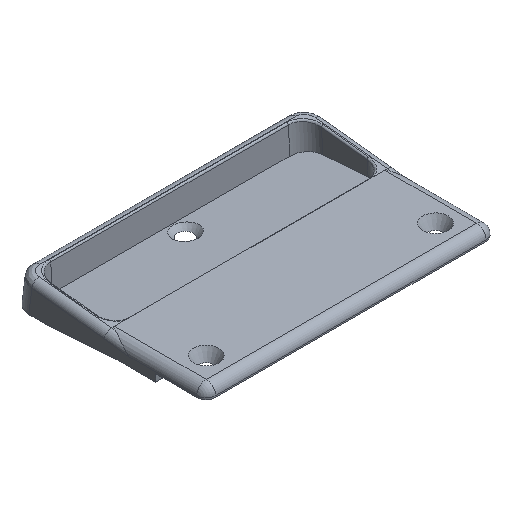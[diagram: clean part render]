
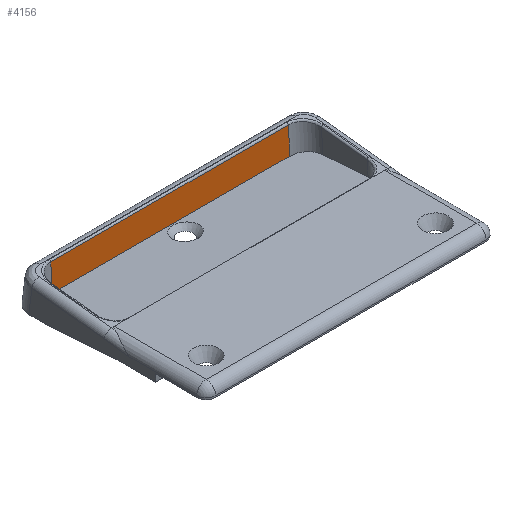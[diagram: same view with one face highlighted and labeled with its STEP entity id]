
A CAD part, isometric view. The second image highlights one B-rep face of the part: STEP entity #4156.
In plain terms, the highlighted planar face has unit normal (0, -0.998, 0.07).
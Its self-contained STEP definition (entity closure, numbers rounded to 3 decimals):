
#715 = CYLINDRICAL_SURFACE('',#716,0.5);
#716 = AXIS2_PLACEMENT_3D('',#717,#718,#719);
#717 = CARTESIAN_POINT('',(77.95,54.182,2.164));
#718 = DIRECTION('',(-1.,0.,0.));
#719 = DIRECTION('',(0.,-0.11,0.994));
#2216 = VERTEX_POINT('',#2217);
#2217 = CARTESIAN_POINT('',(7.68,53.683,2.199));
#2270 = CYLINDRICAL_SURFACE('',#2271,4.88);
#2271 = AXIS2_PLACEMENT_3D('',#2272,#2273,#2274);
#2272 = CARTESIAN_POINT('',(7.68,48.275,-5.176));
#2273 = DIRECTION('',(0.,0.07,0.998));
#2274 = DIRECTION('',(0.,0.998,-0.07));
#2358 = VERTEX_POINT('',#2359);
#2359 = CARTESIAN_POINT('',(77.95,53.683,2.199));
#2387 = EDGE_CURVE('',#2358,#2216,#2388,.T.);
#2388 = SURFACE_CURVE('',#2389,(#2393,#2400),.PCURVE_S1.);
#2389 = LINE('',#2390,#2391);
#2390 = CARTESIAN_POINT('',(77.95,53.683,2.199));
#2391 = VECTOR('',#2392,1.);
#2392 = DIRECTION('',(-1.,0.,0.));
#2393 = PCURVE('',#715,#2394);
#2394 = DEFINITIONAL_REPRESENTATION('',(#2395),#2399);
#2395 = LINE('',#2396,#2397);
#2396 = CARTESIAN_POINT('',(-1.391,0.));
#2397 = VECTOR('',#2398,1.);
#2398 = DIRECTION('',(-0.,1.));
#2399 = ( GEOMETRIC_REPRESENTATION_CONTEXT(2) 
PARAMETRIC_REPRESENTATION_CONTEXT() REPRESENTATION_CONTEXT('2D SPACE',''
  ) );
#2400 = PCURVE('',#2401,#2406);
#2401 = PLANE('',#2402);
#2402 = AXIS2_PLACEMENT_3D('',#2403,#2404,#2405);
#2403 = CARTESIAN_POINT('',(2.8,53.144,-5.516));
#2404 = DIRECTION('',(0.,0.998,-0.07));
#2405 = DIRECTION('',(0.,0.07,0.998));
#2406 = DEFINITIONAL_REPRESENTATION('',(#2407),#2411);
#2407 = LINE('',#2408,#2409);
#2408 = CARTESIAN_POINT('',(7.734,75.15));
#2409 = VECTOR('',#2410,1.);
#2410 = DIRECTION('',(0.,-1.));
#2411 = ( GEOMETRIC_REPRESENTATION_CONTEXT(2) 
PARAMETRIC_REPRESENTATION_CONTEXT() REPRESENTATION_CONTEXT('2D SPACE',''
  ) );
#2566 = CYLINDRICAL_SURFACE('',#2567,4.88);
#2567 = AXIS2_PLACEMENT_3D('',#2568,#2569,#2570);
#2568 = CARTESIAN_POINT('',(77.95,48.275,-5.176));
#2569 = DIRECTION('',(0.,0.07,0.998));
#2570 = DIRECTION('',(1.,0.,0.));
#2945 = PLANE('',#2946);
#2946 = AXIS2_PLACEMENT_3D('',#2947,#2948,#2949);
#2947 = CARTESIAN_POINT('',(2.8,30.03,-3.9));
#2948 = DIRECTION('',(0.,0.07,0.998));
#2949 = DIRECTION('',(1.,0.,0.));
#4110 = EDGE_CURVE('',#4111,#2216,#4113,.T.);
#4111 = VERTEX_POINT('',#4112);
#4112 = CARTESIAN_POINT('',(7.68,53.144,-5.516));
#4113 = SURFACE_CURVE('',#4114,(#4118,#4125),.PCURVE_S1.);
#4114 = LINE('',#4115,#4116);
#4115 = CARTESIAN_POINT('',(7.68,53.144,-5.516));
#4116 = VECTOR('',#4117,1.);
#4117 = DIRECTION('',(0.,0.07,0.998));
#4118 = PCURVE('',#2270,#4119);
#4119 = DEFINITIONAL_REPRESENTATION('',(#4120),#4124);
#4120 = LINE('',#4121,#4122);
#4121 = CARTESIAN_POINT('',(0.,0.));
#4122 = VECTOR('',#4123,1.);
#4123 = DIRECTION('',(0.,1.));
#4124 = ( GEOMETRIC_REPRESENTATION_CONTEXT(2) 
PARAMETRIC_REPRESENTATION_CONTEXT() REPRESENTATION_CONTEXT('2D SPACE',''
  ) );
#4125 = PCURVE('',#2401,#4126);
#4126 = DEFINITIONAL_REPRESENTATION('',(#4127),#4131);
#4127 = LINE('',#4128,#4129);
#4128 = CARTESIAN_POINT('',(0.,4.88));
#4129 = VECTOR('',#4130,1.);
#4130 = DIRECTION('',(1.,0.));
#4131 = ( GEOMETRIC_REPRESENTATION_CONTEXT(2) 
PARAMETRIC_REPRESENTATION_CONTEXT() REPRESENTATION_CONTEXT('2D SPACE',''
  ) );
#4156 = ADVANCED_FACE('',(#4157),#2401,.F.);
#4157 = FACE_BOUND('',#4158,.F.);
#4158 = EDGE_LOOP('',(#4159,#4182,#4203,#4204));
#4159 = ORIENTED_EDGE('',*,*,#4160,.F.);
#4160 = EDGE_CURVE('',#4161,#2358,#4163,.T.);
#4161 = VERTEX_POINT('',#4162);
#4162 = CARTESIAN_POINT('',(77.95,53.144,-5.516));
#4163 = SURFACE_CURVE('',#4164,(#4168,#4175),.PCURVE_S1.);
#4164 = LINE('',#4165,#4166);
#4165 = CARTESIAN_POINT('',(77.95,53.144,-5.516));
#4166 = VECTOR('',#4167,1.);
#4167 = DIRECTION('',(0.,0.07,0.998));
#4168 = PCURVE('',#2401,#4169);
#4169 = DEFINITIONAL_REPRESENTATION('',(#4170),#4174);
#4170 = LINE('',#4171,#4172);
#4171 = CARTESIAN_POINT('',(0.,75.15));
#4172 = VECTOR('',#4173,1.);
#4173 = DIRECTION('',(1.,0.));
#4174 = ( GEOMETRIC_REPRESENTATION_CONTEXT(2) 
PARAMETRIC_REPRESENTATION_CONTEXT() REPRESENTATION_CONTEXT('2D SPACE',''
  ) );
#4175 = PCURVE('',#2566,#4176);
#4176 = DEFINITIONAL_REPRESENTATION('',(#4177),#4181);
#4177 = LINE('',#4178,#4179);
#4178 = CARTESIAN_POINT('',(1.571,0.));
#4179 = VECTOR('',#4180,1.);
#4180 = DIRECTION('',(0.,1.));
#4181 = ( GEOMETRIC_REPRESENTATION_CONTEXT(2) 
PARAMETRIC_REPRESENTATION_CONTEXT() REPRESENTATION_CONTEXT('2D SPACE',''
  ) );
#4182 = ORIENTED_EDGE('',*,*,#4183,.F.);
#4183 = EDGE_CURVE('',#4111,#4161,#4184,.T.);
#4184 = SURFACE_CURVE('',#4185,(#4189,#4196),.PCURVE_S1.);
#4185 = LINE('',#4186,#4187);
#4186 = CARTESIAN_POINT('',(2.8,53.144,-5.516));
#4187 = VECTOR('',#4188,1.);
#4188 = DIRECTION('',(1.,0.,0.));
#4189 = PCURVE('',#2401,#4190);
#4190 = DEFINITIONAL_REPRESENTATION('',(#4191),#4195);
#4191 = LINE('',#4192,#4193);
#4192 = CARTESIAN_POINT('',(0.,0.));
#4193 = VECTOR('',#4194,1.);
#4194 = DIRECTION('',(0.,1.));
#4195 = ( GEOMETRIC_REPRESENTATION_CONTEXT(2) 
PARAMETRIC_REPRESENTATION_CONTEXT() REPRESENTATION_CONTEXT('2D SPACE',''
  ) );
#4196 = PCURVE('',#2945,#4197);
#4197 = DEFINITIONAL_REPRESENTATION('',(#4198),#4202);
#4198 = LINE('',#4199,#4200);
#4199 = CARTESIAN_POINT('',(0.,23.17));
#4200 = VECTOR('',#4201,1.);
#4201 = DIRECTION('',(1.,0.));
#4202 = ( GEOMETRIC_REPRESENTATION_CONTEXT(2) 
PARAMETRIC_REPRESENTATION_CONTEXT() REPRESENTATION_CONTEXT('2D SPACE',''
  ) );
#4203 = ORIENTED_EDGE('',*,*,#4110,.T.);
#4204 = ORIENTED_EDGE('',*,*,#2387,.F.);
